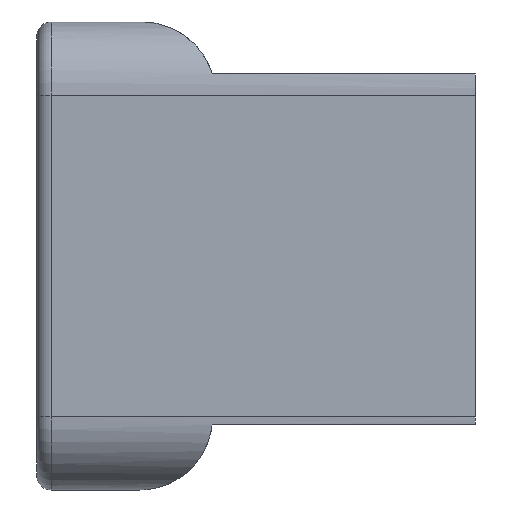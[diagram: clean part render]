
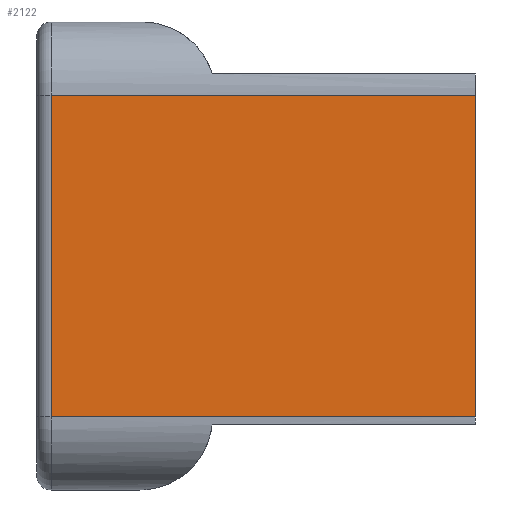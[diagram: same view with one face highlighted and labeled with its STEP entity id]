
A CAD part, front view. The second image highlights one B-rep face of the part: STEP entity #2122.
In plain terms, the highlighted planar face has unit normal (0, -1, 0).
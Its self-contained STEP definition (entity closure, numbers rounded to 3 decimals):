
#69 = EDGE_CURVE ( 'NONE', #2129, #968, #2712, .T. ) ;
#102 = VECTOR ( 'NONE', #518, 1000. ) ;
#194 = PLANE ( 'NONE',  #2566 ) ;
#230 = CARTESIAN_POINT ( 'NONE',  ( -10., -10., 24. ) ) ;
#261 = EDGE_CURVE ( 'NONE', #2838, #968, #2274, .T. ) ;
#413 = DIRECTION ( 'NONE',  ( 1., 0., 0. ) ) ;
#425 = LINE ( 'NONE', #2721, #1395 ) ;
#518 = DIRECTION ( 'NONE',  ( 0., 0., -1. ) ) ;
#676 = CARTESIAN_POINT ( 'NONE',  ( 10., -10., 0.55 ) ) ;
#787 = ORIENTED_EDGE ( 'NONE', *, *, #69, .T. ) ;
#797 = CARTESIAN_POINT ( 'NONE',  ( -19., -10., 24. ) ) ;
#867 = ORIENTED_EDGE ( 'NONE', *, *, #2672, .T. ) ;
#948 = VECTOR ( 'NONE', #413, 1000. ) ;
#968 = VERTEX_POINT ( 'NONE', #676 ) ;
#1009 = ORIENTED_EDGE ( 'NONE', *, *, #2783, .T. ) ;
#1022 = DIRECTION ( 'NONE',  ( 0., 0., -1. ) ) ;
#1036 = CARTESIAN_POINT ( 'NONE',  ( 10., -10., 24. ) ) ;
#1217 = CARTESIAN_POINT ( 'NONE',  ( 10., -10., 22.55 ) ) ;
#1222 = VECTOR ( 'NONE', #1022, 1000. ) ;
#1395 = VECTOR ( 'NONE', #2684, 1000. ) ;
#1566 = ORIENTED_EDGE ( 'NONE', *, *, #261, .F. ) ;
#1597 = EDGE_LOOP ( 'NONE', ( #1009, #867, #787, #1566 ) ) ;
#1738 = DIRECTION ( 'NONE',  ( 0., 0., 1. ) ) ;
#1981 = CARTESIAN_POINT ( 'NONE',  ( -19., -10., 0.55 ) ) ;
#2069 = LINE ( 'NONE', #797, #102 ) ;
#2122 = ADVANCED_FACE ( 'NONE', ( #3261 ), #194, .F. ) ;
#2129 = VERTEX_POINT ( 'NONE', #1981 ) ;
#2147 = VERTEX_POINT ( 'NONE', #3315 ) ;
#2261 = DIRECTION ( 'NONE',  ( 0., 1., 0. ) ) ;
#2274 = LINE ( 'NONE', #1036, #1222 ) ;
#2508 = CARTESIAN_POINT ( 'NONE',  ( -12.97, -10., 0.55 ) ) ;
#2566 = AXIS2_PLACEMENT_3D ( 'NONE', #230, #2261, #1738 ) ;
#2672 = EDGE_CURVE ( 'NONE', #2147, #2129, #2069, .T. ) ;
#2684 = DIRECTION ( 'NONE',  ( -1., 0., 0. ) ) ;
#2712 = LINE ( 'NONE', #2508, #948 ) ;
#2721 = CARTESIAN_POINT ( 'NONE',  ( -20., -10., 22.55 ) ) ;
#2783 = EDGE_CURVE ( 'NONE', #2838, #2147, #425, .T. ) ;
#2838 = VERTEX_POINT ( 'NONE', #1217 ) ;
#3261 = FACE_OUTER_BOUND ( 'NONE', #1597, .T. ) ;
#3315 = CARTESIAN_POINT ( 'NONE',  ( -19., -10., 22.55 ) ) ;
